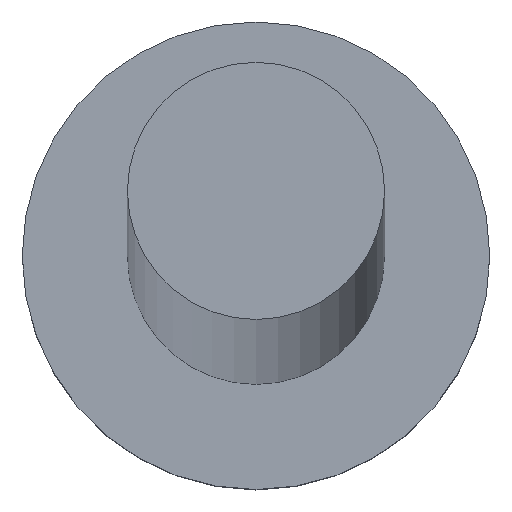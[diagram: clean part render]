
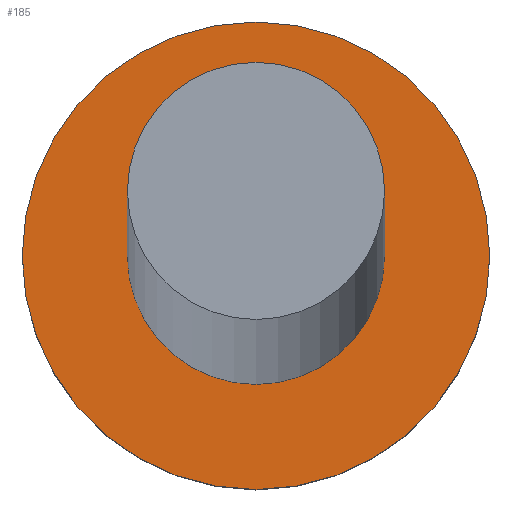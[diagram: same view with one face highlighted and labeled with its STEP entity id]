
A CAD part, top view. The second image highlights one B-rep face of the part: STEP entity #185.
In plain terms, the highlighted planar face has unit normal (0, 0, 1).
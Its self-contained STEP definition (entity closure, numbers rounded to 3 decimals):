
#2 = FACE_BOUND ( 'NONE', #245, .T. ) ;
#4 = CIRCLE ( 'NONE', #48, 5. ) ;
#6 = AXIS2_PLACEMENT_3D ( 'NONE', #79, #135, #205 ) ;
#8 = VERTEX_POINT ( 'NONE', #242 ) ;
#12 = AXIS2_PLACEMENT_3D ( 'NONE', #35, #111, #36 ) ;
#16 = ORIENTED_EDGE ( 'NONE', *, *, #97, .T. ) ;
#20 = CARTESIAN_POINT ( 'NONE',  ( -5., 0., 5. ) ) ;
#21 = EDGE_CURVE ( 'NONE', #98, #8, #72, .T. ) ;
#28 = AXIS2_PLACEMENT_3D ( 'NONE', #203, #124, #29 ) ;
#29 = DIRECTION ( 'NONE',  ( 1., 0., 0. ) ) ;
#31 = EDGE_CURVE ( 'NONE', #175, #200, #75, .T. ) ;
#35 = CARTESIAN_POINT ( 'NONE',  ( 0., 0., 5. ) ) ;
#36 = DIRECTION ( 'NONE',  ( 1., 0., 0. ) ) ;
#42 = FACE_OUTER_BOUND ( 'NONE', #83, .T. ) ;
#47 = DIRECTION ( 'NONE',  ( 1., 0., 0. ) ) ;
#48 = AXIS2_PLACEMENT_3D ( 'NONE', #190, #166, #71 ) ;
#50 = ORIENTED_EDGE ( 'NONE', *, *, #21, .F. ) ;
#70 = CARTESIAN_POINT ( 'NONE',  ( 0., 0., 5. ) ) ;
#71 = DIRECTION ( 'NONE',  ( 1., 0., 0. ) ) ;
#72 = CIRCLE ( 'NONE', #122, 2.75 ) ;
#75 = CIRCLE ( 'NONE', #28, 5. ) ;
#79 = CARTESIAN_POINT ( 'NONE',  ( 0., 0., 5. ) ) ;
#83 = EDGE_LOOP ( 'NONE', ( #16, #177 ) ) ;
#96 = EDGE_CURVE ( 'NONE', #8, #98, #156, .T. ) ;
#97 = EDGE_CURVE ( 'NONE', #200, #175, #4, .T. ) ;
#98 = VERTEX_POINT ( 'NONE', #215 ) ;
#104 = PLANE ( 'NONE',  #6 ) ;
#110 = ORIENTED_EDGE ( 'NONE', *, *, #96, .F. ) ;
#111 = DIRECTION ( 'NONE',  ( 0., 0., 1. ) ) ;
#122 = AXIS2_PLACEMENT_3D ( 'NONE', #70, #141, #47 ) ;
#124 = DIRECTION ( 'NONE',  ( 0., 0., 1. ) ) ;
#135 = DIRECTION ( 'NONE',  ( 0., 0., 1. ) ) ;
#141 = DIRECTION ( 'NONE',  ( 0., 0., 1. ) ) ;
#156 = CIRCLE ( 'NONE', #12, 2.75 ) ;
#166 = DIRECTION ( 'NONE',  ( 0., 0., 1. ) ) ;
#175 = VERTEX_POINT ( 'NONE', #235 ) ;
#177 = ORIENTED_EDGE ( 'NONE', *, *, #31, .T. ) ;
#185 = ADVANCED_FACE ( 'NONE', ( #2, #42 ), #104, .T. ) ;
#190 = CARTESIAN_POINT ( 'NONE',  ( 0., 0., 5. ) ) ;
#200 = VERTEX_POINT ( 'NONE', #20 ) ;
#203 = CARTESIAN_POINT ( 'NONE',  ( 0., 0., 5. ) ) ;
#205 = DIRECTION ( 'NONE',  ( 1., 0., 0. ) ) ;
#215 = CARTESIAN_POINT ( 'NONE',  ( -2.75, 0., 5. ) ) ;
#235 = CARTESIAN_POINT ( 'NONE',  ( 5., 0., 5. ) ) ;
#242 = CARTESIAN_POINT ( 'NONE',  ( 2.75, 0., 5. ) ) ;
#245 = EDGE_LOOP ( 'NONE', ( #50, #110 ) ) ;
